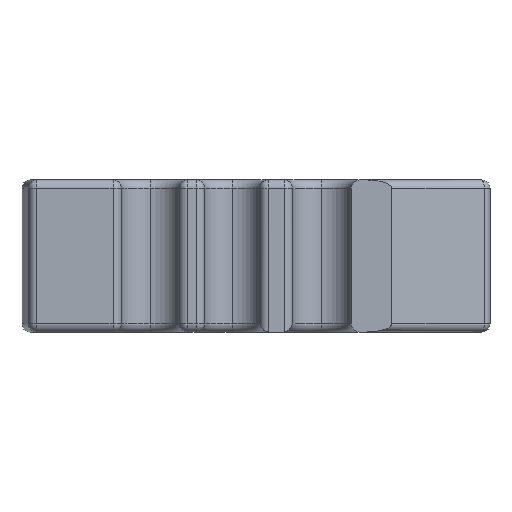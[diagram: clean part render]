
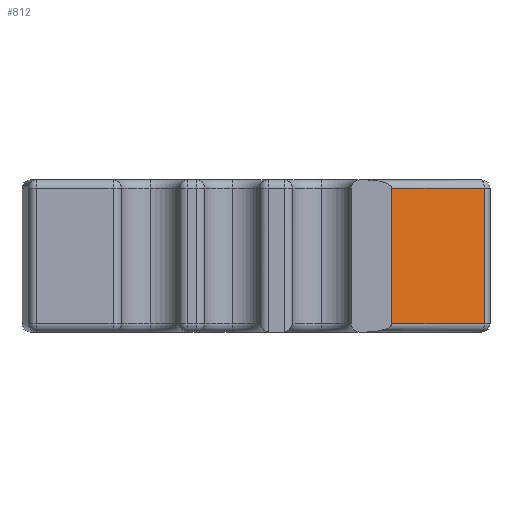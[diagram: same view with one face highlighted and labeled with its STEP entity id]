
A CAD part, left-side view. The second image highlights one B-rep face of the part: STEP entity #812.
In plain terms, the highlighted planar face has unit normal (-0.945, -0.328, 0).
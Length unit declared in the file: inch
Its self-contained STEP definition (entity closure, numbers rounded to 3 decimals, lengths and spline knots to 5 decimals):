
#571 = LINE ( 'NONE', #3843, #582 ) ;
#577 = LINE ( 'NONE', #3847, #580 ) ;
#580 = VECTOR ( 'NONE', #3848, 39.37008 ) ;
#581 = LINE ( 'NONE', #3850, #584 ) ;
#582 = VECTOR ( 'NONE', #3849, 39.37008 ) ;
#584 = VECTOR ( 'NONE', #3851, 39.37008 ) ;
#812 = ADVANCED_FACE ( 'NONE', ( #3282 ), #7811, .F. ) ;
#1229 = VERTEX_POINT ( 'NONE', #6615 ) ;
#1568 = VERTEX_POINT ( 'NONE', #7640 ) ;
#1572 = VERTEX_POINT ( 'NONE', #7644 ) ;
#1619 = VERTEX_POINT ( 'NONE', #7691 ) ;
#1656 = ORIENTED_EDGE ( 'NONE', *, *, #4373, .T. ) ;
#1657 = ORIENTED_EDGE ( 'NONE', *, *, #4371, .T. ) ;
#1658 = ORIENTED_EDGE ( 'NONE', *, *, #4249, .F. ) ;
#1665 = ORIENTED_EDGE ( 'NONE', *, *, #4372, .T. ) ;
#3121 = EDGE_LOOP ( 'NONE', ( #1658, #1657, #1665, #1656 ) ) ;
#3282 = FACE_OUTER_BOUND ( 'NONE', #3121, .T. ) ;
#3596 = LINE ( 'NONE', #4837, #3599 ) ;
#3599 = VECTOR ( 'NONE', #4843, 39.37008 ) ;
#3843 = CARTESIAN_POINT ( 'NONE',  ( -0.35005, -0.19501, 0. ) ) ;
#3847 = CARTESIAN_POINT ( 'NONE',  ( -0.42618, 0.02398, 0.02 ) ) ;
#3848 = DIRECTION ( 'NONE',  ( 0.328, -0.945, 0. ) ) ;
#3849 = DIRECTION ( 'NONE',  ( 0., 0., 1. ) ) ;
#3850 = CARTESIAN_POINT ( 'NONE',  ( -0.42618, 0.02398, 0.34 ) ) ;
#3851 = DIRECTION ( 'NONE',  ( -0.328, 0.945, 0. ) ) ;
#4136 = AXIS2_PLACEMENT_3D ( 'NONE', #7804, #7813, #7814 ) ;
#4249 = EDGE_CURVE ( 'NONE', #1619, #1229, #3596, .T. ) ;
#4371 = EDGE_CURVE ( 'NONE', #1619, #1572, #577, .T. ) ;
#4372 = EDGE_CURVE ( 'NONE', #1572, #1568, #571, .T. ) ;
#4373 = EDGE_CURVE ( 'NONE', #1568, #1229, #581, .T. ) ;
#4837 = CARTESIAN_POINT ( 'NONE',  ( -0.42618, 0.02398, 0. ) ) ;
#4843 = DIRECTION ( 'NONE',  ( 0., 0., 1. ) ) ;
#6615 = CARTESIAN_POINT ( 'NONE',  ( -0.42618, 0.02398, 0.34 ) ) ;
#7640 = CARTESIAN_POINT ( 'NONE',  ( -0.35005, -0.19501, 0.34 ) ) ;
#7644 = CARTESIAN_POINT ( 'NONE',  ( -0.35005, -0.19501, 0.02 ) ) ;
#7691 = CARTESIAN_POINT ( 'NONE',  ( -0.42618, 0.02398, 0.02 ) ) ;
#7804 = CARTESIAN_POINT ( 'NONE',  ( -0.42618, 0.02398, 0. ) ) ;
#7811 = PLANE ( 'NONE',  #4136 ) ;
#7813 = DIRECTION ( 'NONE',  ( 0.945, 0.328, 0. ) ) ;
#7814 = DIRECTION ( 'NONE',  ( -0.328, 0.945, 0. ) ) ;
